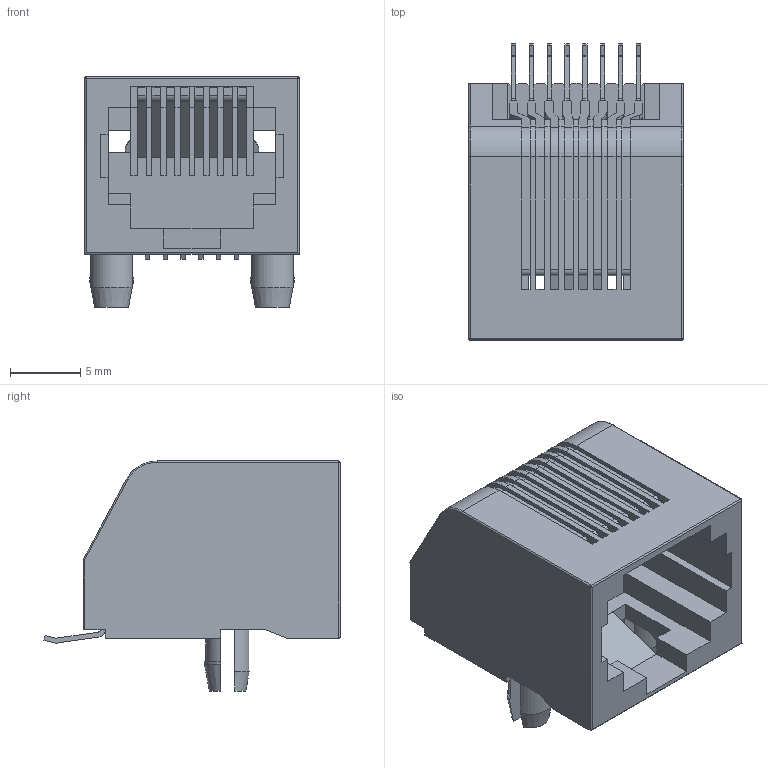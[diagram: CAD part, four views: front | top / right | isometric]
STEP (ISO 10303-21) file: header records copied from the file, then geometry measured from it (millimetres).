
FILE_DESCRIPTION(/* description */ ('Unknown'),/* implementation_level */ '2;1');
FILE_NAME(/* name */ 'J_Wurth_WR-MJ_634008137221',/* time_stamp */ '2025-06-30T15:36:18+08:00',/* author */ ('Unknown'),/* organization */ ('Unknown'),/* preprocessor_version */ 'ST-DEVELOPER v19.4',/* originating_system */ 'Solid Edge',/* authorisation */ 'Unknown');
FILE_SCHEMA (('AUTOMOTIVE_DESIGN {1 0 10303 214 3 1 1}'));
Length unit declared in the file: millimetre
Products named in the file (2): J_Wurth_WR-MJ_634008137221
Assembly tree (1 placements, depth 2):
  J_Wurth_WR-MJ_634008137221
    J_Wurth_WR-MJ_634008137221
Bounding box: 15.24 x 21.06 x 16.36 mm (x, y, z)
Volume: 1534.8 mm3; surface area: 2835.3 mm2
Topology: 1 solids, 1 shells, 633 faces, 1865 edges, 1164 vertices
Faces by surface type: plane 479, cylinder 146, cone 4, torus 2, sphere 2
Entity records: 25228 total; most frequent: ORIENTED_EDGE 3726, CARTESIAN_POINT 3686, DIRECTION 3421, EDGE_CURVE 1863, LINE 1559, VECTOR 1559, VERTEX_POINT 1164, AXIS2_PLACEMENT_3D 931
